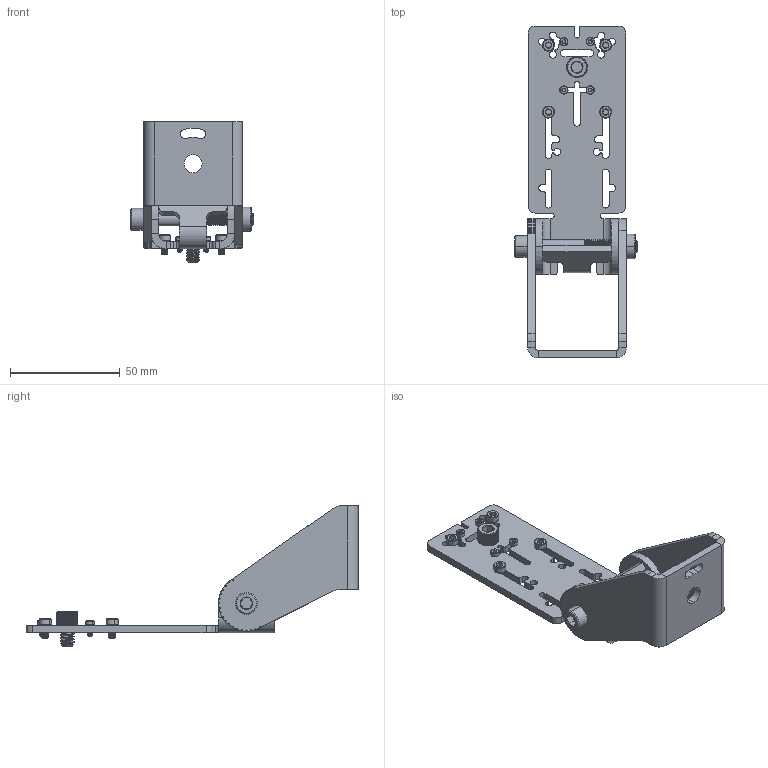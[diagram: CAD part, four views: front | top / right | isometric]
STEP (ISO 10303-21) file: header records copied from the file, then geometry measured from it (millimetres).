
FILE_DESCRIPTION (( 'STEP AP203' ), '1' );
FILE_NAME ('PTU-BD.STEP', '2021-08-31T13:37:44', ( '' ), ( '' ), 'SwSTEP 2.0', 'SolidWorks 2020', '' );
FILE_SCHEMA (( 'CONFIG_CONTROL_DESIGN' ));
Length unit declared in the file: inch
Products named in the file (9): 200454; 200300_BOM; 92196A535_92196A535; 91292A144_91292A144; SP-M6-2; PTU-BD; 200301; 91292A005_91292A005; 91292A111_91292A111
Assembly tree (14 placements, depth 3):
  PTU-BD
    200300_BOM
      200301
      SP-M6-2
    200454
    92196A535_92196A535
    91292A144_91292A144
    91292A005_91292A005  x4
    91292A111_91292A111  x4
Bounding box: 56 x 151.18 x 64.01 mm (x, y, z)
Volume: 39648.7 mm3; surface area: 30275.8 mm2
Topology: 13 solids, 13 shells, 1441 faces, 3821 edges, 2435 vertices
Faces by surface type: cylinder 796, plane 421, cone 203, bspline 21
Entity records: 39157 total; most frequent: CARTESIAN_POINT 14548, ORIENTED_EDGE 5236, DIRECTION 4715, EDGE_CURVE 2618, AXIS2_PLACEMENT_3D 1754, VERTEX_POINT 1667, VECTOR 1207, LINE 1207
